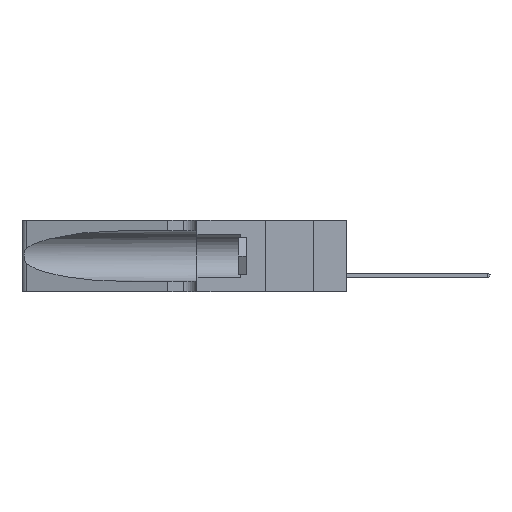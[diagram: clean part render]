
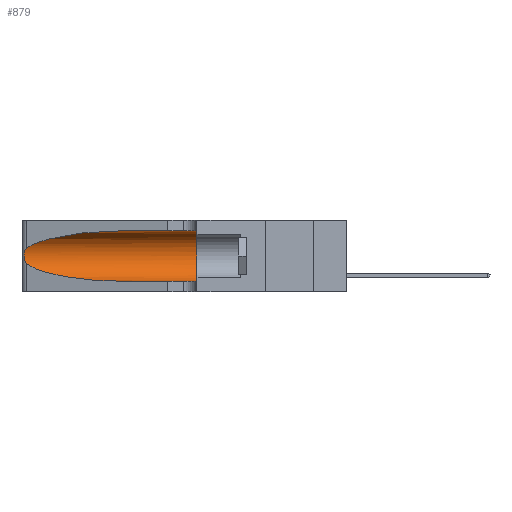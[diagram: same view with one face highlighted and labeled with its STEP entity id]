
A CAD part, left-side view. The second image highlights one B-rep face of the part: STEP entity #879.
In plain terms, the highlighted cylindrical face has radius 3.308 mm (diameter 6.617 mm), a partial arc.
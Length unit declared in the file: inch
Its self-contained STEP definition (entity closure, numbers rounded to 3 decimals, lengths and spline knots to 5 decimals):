
#134 = EDGE_CURVE ( 'NONE', #32463, #25943, #800, .T. ) ;
#736 = DIRECTION ( 'NONE',  ( 0., -1., 0. ) ) ;
#800 =( BOUNDED_CURVE ( )  B_SPLINE_CURVE ( 3, ( #20489, #25583, #13130, #15761 ),
 .UNSPECIFIED., .F., .F. ) 
 B_SPLINE_CURVE_WITH_KNOTS ( ( 4, 4 ),
 ( 1.5708, 2.84003 ),
 .UNSPECIFIED. ) 
 CURVE ( )  GEOMETRIC_REPRESENTATION_ITEM ( )  RATIONAL_B_SPLINE_CURVE ( ( 1., 0.87, 0.87, 1. ) ) 
 REPRESENTATION_ITEM ( '' )  );
#879 = ADVANCED_FACE ( 'NONE', ( #10010 ), #7623, .F. ) ;
#2477 = CARTESIAN_POINT ( 'NONE',  ( 0.1305, 0.72297, 0.31525 ) ) ;
#3851 = CARTESIAN_POINT ( 'NONE',  ( 0.26018, 1.23835, 0.19895 ) ) ;
#4197 = CARTESIAN_POINT ( 'NONE',  ( 0.25487, 1.22718, 0.14631 ) ) ;
#4267 =( BOUNDED_CURVE ( )  B_SPLINE_CURVE ( 3, ( #29596, #27302, #29701, #27202 ),
 .UNSPECIFIED., .F., .T. ) 
 B_SPLINE_CURVE_WITH_KNOTS ( ( 4, 4 ),
 ( 3.44316, 4.71239 ),
 .UNSPECIFIED. ) 
 CURVE ( )  GEOMETRIC_REPRESENTATION_ITEM ( )  RATIONAL_B_SPLINE_CURVE ( ( 1., 0.87, 0.87, 1. ) ) 
 REPRESENTATION_ITEM ( '' )  );
#4271 = DIRECTION ( 'NONE',  ( 0., 1., 0. ) ) ;
#5292 = EDGE_CURVE ( 'NONE', #29206, #15692, #4267, .T. ) ;
#6028 = CARTESIAN_POINT ( 'NONE',  ( 0.1305, 1.61858, 0.31525 ) ) ;
#6178 = ORIENTED_EDGE ( 'NONE', *, *, #19556, .F. ) ;
#6332 = ORIENTED_EDGE ( 'NONE', *, *, #134, .T. ) ;
#6730 = CARTESIAN_POINT ( 'NONE',  ( 0.1305, 0.35, 0.185 ) ) ;
#6931 = CARTESIAN_POINT ( 'NONE',  ( 0.25787, 1.23484, 0.2124 ) ) ;
#7623 = CYLINDRICAL_SURFACE ( 'NONE', #10281, 0.13025 ) ;
#7892 = EDGE_CURVE ( 'NONE', #9630, #13753, #9248, .T. ) ;
#8713 = DIRECTION ( 'NONE',  ( 0., -1., 0. ) ) ;
#9248 = CIRCLE ( 'NONE', #10431, 0.13025 ) ;
#9418 = CARTESIAN_POINT ( 'NONE',  ( 0.26075, 1.23896, 0.19203 ) ) ;
#9630 = VERTEX_POINT ( 'NONE', #32321 ) ;
#10010 = FACE_OUTER_BOUND ( 'NONE', #27133, .T. ) ;
#10281 = AXIS2_PLACEMENT_3D ( 'NONE', #12397, #15503, #14994 ) ;
#10431 = AXIS2_PLACEMENT_3D ( 'NONE', #6730, #4271, #14570 ) ;
#10491 = CARTESIAN_POINT ( 'NONE',  ( 0.1305, 0.72297, 0.05475 ) ) ;
#11618 = CARTESIAN_POINT ( 'NONE',  ( 0.25639, 1.23186, 0.15144 ) ) ;
#12397 = CARTESIAN_POINT ( 'NONE',  ( 0.1305, 1.61858, 0.185 ) ) ;
#12802 = CARTESIAN_POINT ( 'NONE',  ( 0.26017, 1.23833, 0.17102 ) ) ;
#12995 = CARTESIAN_POINT ( 'NONE',  ( 0.25487, 1.22718, 0.22369 ) ) ;
#13130 = CARTESIAN_POINT ( 'NONE',  ( 0.2373, 1.15595, 0.28018 ) ) ;
#13139 = EDGE_CURVE ( 'NONE', #15692, #13753, #23131, .T. ) ;
#13753 = VERTEX_POINT ( 'NONE', #20365 ) ;
#14570 = DIRECTION ( 'NONE',  ( 0., 0., 1. ) ) ;
#14994 = DIRECTION ( 'NONE',  ( 0., 0., -1. ) ) ;
#15503 = DIRECTION ( 'NONE',  ( 0., -1., 0. ) ) ;
#15692 = VERTEX_POINT ( 'NONE', #10491 ) ;
#15761 = CARTESIAN_POINT ( 'NONE',  ( 0.25487, 1.22718, 0.22369 ) ) ;
#16818 = ORIENTED_EDGE ( 'NONE', *, *, #5292, .T. ) ;
#18836 = VECTOR ( 'NONE', #736, 39.37008 ) ;
#19134 = LINE ( 'NONE', #6028, #30158 ) ;
#19556 = EDGE_CURVE ( 'NONE', #32463, #9630, #19134, .T. ) ;
#19721 = ORIENTED_EDGE ( 'NONE', *, *, #23564, .T. ) ;
#20298 = CARTESIAN_POINT ( 'NONE',  ( 0.25854, 1.2359, 0.20912 ) ) ;
#20365 = CARTESIAN_POINT ( 'NONE',  ( 0.1305, 0.35, 0.05475 ) ) ;
#20489 = CARTESIAN_POINT ( 'NONE',  ( 0.1305, 0.72297, 0.31525 ) ) ;
#20588 = CARTESIAN_POINT ( 'NONE',  ( 0.25487, 1.22718, 0.22369 ) ) ;
#21469 = B_SPLINE_CURVE_WITH_KNOTS ( 'NONE', 3,
 ( #12995, #30613, #29637, #6931, #20298, #3851, #9418, #22810, #12802, #30614, #24040, #11618, #31761, #21840 ),
 .UNSPECIFIED., .F., .F.,
 ( 4, 2, 2, 2, 2, 2, 4 ),
 ( 0., 0.00027, 0.00053, 0.00107, 0.0016, 0.00187, 0.00214 ),
 .UNSPECIFIED. ) ;
#21840 = CARTESIAN_POINT ( 'NONE',  ( 0.25487, 1.22718, 0.14631 ) ) ;
#22810 = CARTESIAN_POINT ( 'NONE',  ( 0.26075, 1.23896, 0.178 ) ) ;
#23131 = LINE ( 'NONE', #30985, #18836 ) ;
#23564 = EDGE_CURVE ( 'NONE', #25943, #29206, #21469, .T. ) ;
#24040 = CARTESIAN_POINT ( 'NONE',  ( 0.25789, 1.23486, 0.15765 ) ) ;
#25583 = CARTESIAN_POINT ( 'NONE',  ( 0.18966, 0.96281, 0.31525 ) ) ;
#25943 = VERTEX_POINT ( 'NONE', #20588 ) ;
#27133 = EDGE_LOOP ( 'NONE', ( #6332, #19721, #16818, #30825, #32229, #6178 ) ) ;
#27202 = CARTESIAN_POINT ( 'NONE',  ( 0.1305, 0.72297, 0.05475 ) ) ;
#27302 = CARTESIAN_POINT ( 'NONE',  ( 0.2373, 1.15595, 0.08982 ) ) ;
#29206 = VERTEX_POINT ( 'NONE', #4197 ) ;
#29596 = CARTESIAN_POINT ( 'NONE',  ( 0.25487, 1.22718, 0.14631 ) ) ;
#29637 = CARTESIAN_POINT ( 'NONE',  ( 0.25639, 1.23184, 0.21858 ) ) ;
#29701 = CARTESIAN_POINT ( 'NONE',  ( 0.18966, 0.96281, 0.05475 ) ) ;
#30158 = VECTOR ( 'NONE', #8713, 39.37008 ) ;
#30613 = CARTESIAN_POINT ( 'NONE',  ( 0.25555, 1.22994, 0.2215 ) ) ;
#30614 = CARTESIAN_POINT ( 'NONE',  ( 0.25856, 1.23593, 0.16098 ) ) ;
#30825 = ORIENTED_EDGE ( 'NONE', *, *, #13139, .T. ) ;
#30985 = CARTESIAN_POINT ( 'NONE',  ( 0.1305, 1.61858, 0.05475 ) ) ;
#31761 = CARTESIAN_POINT ( 'NONE',  ( 0.25555, 1.22993, 0.14849 ) ) ;
#32229 = ORIENTED_EDGE ( 'NONE', *, *, #7892, .F. ) ;
#32321 = CARTESIAN_POINT ( 'NONE',  ( 0.1305, 0.35, 0.31525 ) ) ;
#32463 = VERTEX_POINT ( 'NONE', #2477 ) ;
